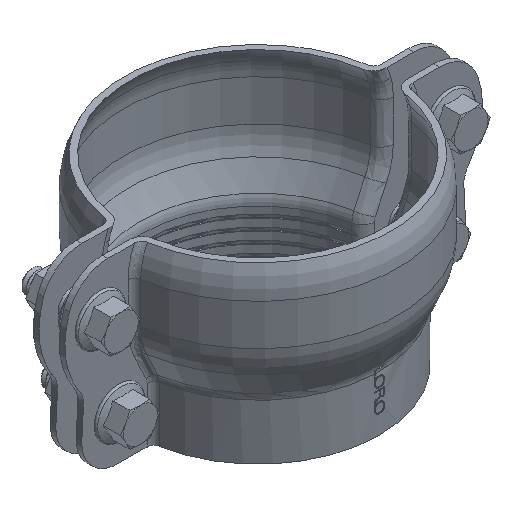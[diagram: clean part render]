
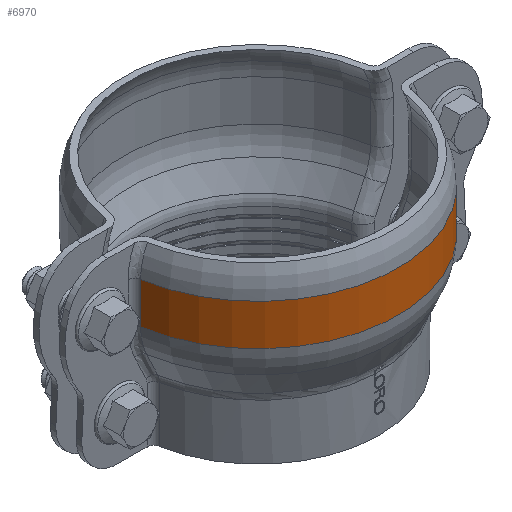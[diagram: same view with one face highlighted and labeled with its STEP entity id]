
A CAD part, isometric view. The second image highlights one B-rep face of the part: STEP entity #6970.
In plain terms, the highlighted cylindrical face has radius 622.5 mm (diameter 1245 mm), a partial arc.
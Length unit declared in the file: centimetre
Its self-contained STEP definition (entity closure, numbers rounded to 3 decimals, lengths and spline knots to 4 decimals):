
#261=LINE('',#13184,#614);
#267=LINE('',#13384,#620);
#614=VECTOR('',#8855,1.);
#620=VECTOR('',#8891,1.);
#1328=FACE_OUTER_BOUND('',#1806,.T.);
#1806=EDGE_LOOP('',(#5413,#5414,#5415,#5416));
#2310=CIRCLE('',#7588,62.25);
#2311=CIRCLE('',#7590,62.25);
#3125=VERTEX_POINT('',#13168);
#3127=VERTEX_POINT('',#13182);
#3141=VERTEX_POINT('',#13366);
#3143=VERTEX_POINT('',#13380);
#3918=EDGE_CURVE('',#3127,#3125,#261,.T.);
#3944=EDGE_CURVE('',#3141,#3143,#267,.T.);
#3947=EDGE_CURVE('',#3127,#3143,#2310,.T.);
#3948=EDGE_CURVE('',#3125,#3141,#2311,.T.);
#5413=ORIENTED_EDGE('',*,*,#3918,.F.);
#5414=ORIENTED_EDGE('',*,*,#3947,.T.);
#5415=ORIENTED_EDGE('',*,*,#3944,.F.);
#5416=ORIENTED_EDGE('',*,*,#3948,.F.);
#6780=CYLINDRICAL_SURFACE('',#7589,62.25);
#6970=ADVANCED_FACE('',(#1328),#6780,.T.);
#7588=AXIS2_PLACEMENT_3D('',#13431,#8894,#8895);
#7589=AXIS2_PLACEMENT_3D('',#13432,#8896,#8897);
#7590=AXIS2_PLACEMENT_3D('',#13433,#8898,#8899);
#8855=DIRECTION('',(0.,0.,-1.));
#8891=DIRECTION('',(0.,0.,1.));
#8894=DIRECTION('center_axis',(0.,0.,-1.));
#8895=DIRECTION('ref_axis',(-1.,0.,0.));
#8896=DIRECTION('center_axis',(0.,0.,-1.));
#8897=DIRECTION('ref_axis',(-1.,0.,0.));
#8898=DIRECTION('center_axis',(0.,0.,-1.));
#8899=DIRECTION('ref_axis',(-1.,0.,0.));
#13168=CARTESIAN_POINT('',(61.5146,44.4598,50.1436));
#13182=CARTESIAN_POINT('',(61.5146,44.4598,68.3059));
#13184=CARTESIAN_POINT('',(61.5146,44.4598,59.2247));
#13366=CARTESIAN_POINT('',(-61.5146,44.4598,50.1436));
#13380=CARTESIAN_POINT('',(-61.5146,44.4598,68.3059));
#13384=CARTESIAN_POINT('',(-61.5146,44.4598,59.2247));
#13431=CARTESIAN_POINT('Origin',(0.,54.,68.3059));
#13432=CARTESIAN_POINT('Origin',(0.,54.,59.2247));
#13433=CARTESIAN_POINT('Origin',(0.,54.,50.1436));
